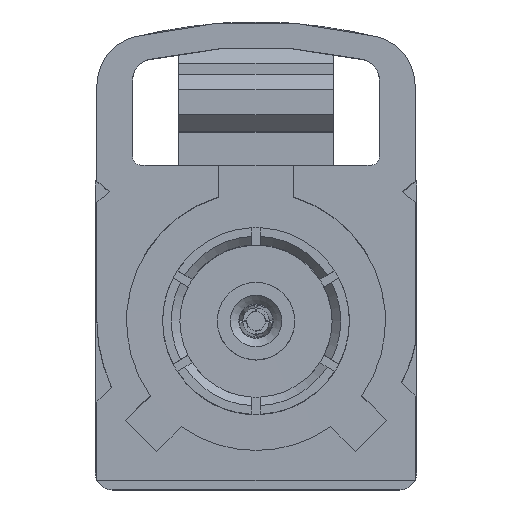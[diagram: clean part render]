
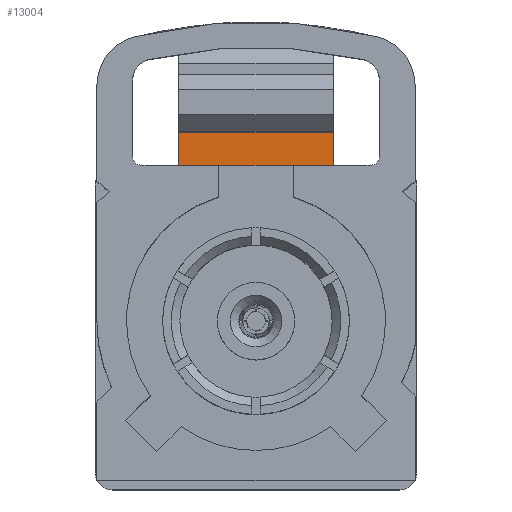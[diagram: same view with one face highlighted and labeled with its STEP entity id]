
A CAD part, top view. The second image highlights one B-rep face of the part: STEP entity #13004.
In plain terms, the highlighted planar face has unit normal (0, 0, 1).
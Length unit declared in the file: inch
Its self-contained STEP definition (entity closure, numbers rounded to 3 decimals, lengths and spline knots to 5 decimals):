
#91 = CARTESIAN_POINT ( 'NONE',  ( -0.09, 0.21996, -0.25742 ) ) ;
#436 = VERTEX_POINT ( 'NONE', #9112 ) ;
#612 = LINE ( 'NONE', #3562, #6523 ) ;
#1084 = DIRECTION ( 'NONE',  ( 0., -1., 0. ) ) ;
#1152 = ORIENTED_EDGE ( 'NONE', *, *, #6796, .F. ) ;
#1220 = CARTESIAN_POINT ( 'NONE',  ( 0.09, 0.21996, -0.25742 ) ) ;
#1493 = CARTESIAN_POINT ( 'NONE',  ( -0.09, 0.18105, -0.25742 ) ) ;
#1734 = CARTESIAN_POINT ( 'NONE',  ( 0.09, 0.18105, -0.25742 ) ) ;
#1771 = CARTESIAN_POINT ( 'NONE',  ( 0.09, 0.18105, -0.25742 ) ) ;
#1969 = VERTEX_POINT ( 'NONE', #4131 ) ;
#2162 = ORIENTED_EDGE ( 'NONE', *, *, #11913, .T. ) ;
#2183 = CARTESIAN_POINT ( 'NONE',  ( 0.09, 0.18105, -0.25742 ) ) ;
#2224 = EDGE_CURVE ( 'NONE', #5743, #7748, #6592, .T. ) ;
#2303 = ORIENTED_EDGE ( 'NONE', *, *, #2224, .T. ) ;
#2786 = LINE ( 'NONE', #1771, #6022 ) ;
#3313 = ORIENTED_EDGE ( 'NONE', *, *, #10519, .F. ) ;
#3562 = CARTESIAN_POINT ( 'NONE',  ( 0.09, 0.21996, -0.25742 ) ) ;
#3844 = DIRECTION ( 'NONE',  ( -1., 0., 0. ) ) ;
#4131 = CARTESIAN_POINT ( 'NONE',  ( 0.04331, 0.18105, -0.25742 ) ) ;
#5040 = DIRECTION ( 'NONE',  ( -1., 0., 0. ) ) ;
#5152 = VERTEX_POINT ( 'NONE', #11995 ) ;
#5743 = VERTEX_POINT ( 'NONE', #91 ) ;
#5959 = VECTOR ( 'NONE', #11532, 39.37008 ) ;
#5983 = CARTESIAN_POINT ( 'NONE',  ( 0.09, 0.21996, -0.25742 ) ) ;
#6022 = VECTOR ( 'NONE', #12199, 39.37008 ) ;
#6324 = DIRECTION ( 'NONE',  ( 1., 0., 0. ) ) ;
#6523 = VECTOR ( 'NONE', #9795, 39.37008 ) ;
#6592 = LINE ( 'NONE', #12766, #5959 ) ;
#6796 = EDGE_CURVE ( 'NONE', #7167, #1969, #2786, .T. ) ;
#7125 = VECTOR ( 'NONE', #5040, 39.37008 ) ;
#7167 = VERTEX_POINT ( 'NONE', #11967 ) ;
#7748 = VERTEX_POINT ( 'NONE', #1493 ) ;
#8303 = DIRECTION ( 'NONE',  ( 0., 0., -1. ) ) ;
#8363 = LINE ( 'NONE', #2183, #11201 ) ;
#8367 = PLANE ( 'NONE',  #11644 ) ;
#8471 = VECTOR ( 'NONE', #3844, 39.37008 ) ;
#9112 = CARTESIAN_POINT ( 'NONE',  ( 0.09, 0.21996, -0.25742 ) ) ;
#9363 = EDGE_LOOP ( 'NONE', ( #2303, #3313, #2162, #1152, #12582, #13310 ) ) ;
#9795 = DIRECTION ( 'NONE',  ( 0., -1., 0. ) ) ;
#10044 = LINE ( 'NONE', #5983, #7125 ) ;
#10519 = EDGE_CURVE ( 'NONE', #5152, #7748, #11022, .T. ) ;
#10907 = EDGE_CURVE ( 'NONE', #436, #7167, #612, .T. ) ;
#11022 = LINE ( 'NONE', #1734, #8471 ) ;
#11201 = VECTOR ( 'NONE', #6324, 39.37008 ) ;
#11523 = FACE_OUTER_BOUND ( 'NONE', #9363, .T. ) ;
#11532 = DIRECTION ( 'NONE',  ( 0., -1., 0. ) ) ;
#11644 = AXIS2_PLACEMENT_3D ( 'NONE', #1220, #8303, #1084 ) ;
#11913 = EDGE_CURVE ( 'NONE', #5152, #1969, #8363, .T. ) ;
#11967 = CARTESIAN_POINT ( 'NONE',  ( 0.09, 0.18105, -0.25742 ) ) ;
#11995 = CARTESIAN_POINT ( 'NONE',  ( -0.04331, 0.18105, -0.25742 ) ) ;
#12199 = DIRECTION ( 'NONE',  ( -1., 0., 0. ) ) ;
#12582 = ORIENTED_EDGE ( 'NONE', *, *, #10907, .F. ) ;
#12766 = CARTESIAN_POINT ( 'NONE',  ( -0.09, 0.21996, -0.25742 ) ) ;
#12826 = EDGE_CURVE ( 'NONE', #436, #5743, #10044, .T. ) ;
#13004 = ADVANCED_FACE ( 'NONE', ( #11523 ), #8367, .F. ) ;
#13310 = ORIENTED_EDGE ( 'NONE', *, *, #12826, .T. ) ;
